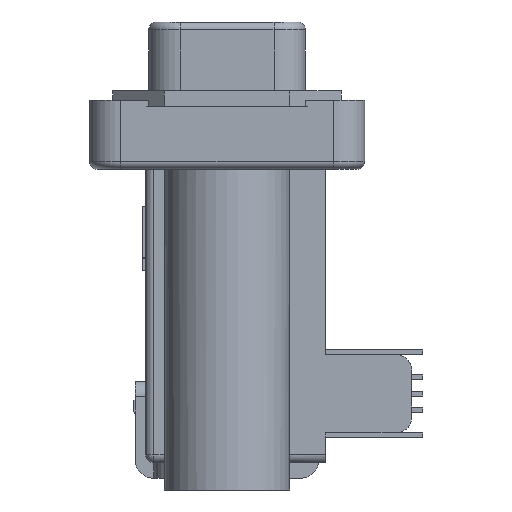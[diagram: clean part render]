
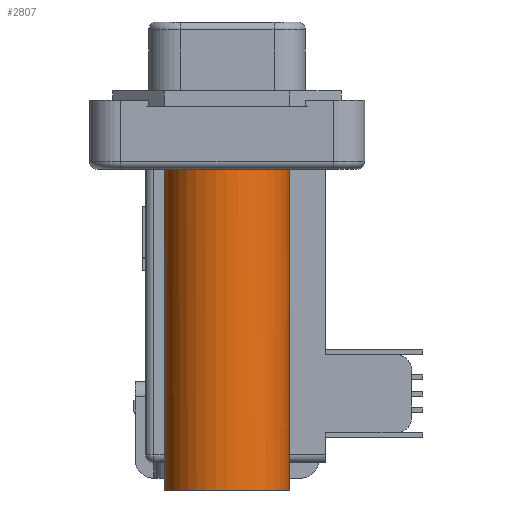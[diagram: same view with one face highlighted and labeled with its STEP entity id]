
A CAD part, left-side view. The second image highlights one B-rep face of the part: STEP entity #2807.
In plain terms, the highlighted cylindrical face has radius 2 mm (diameter 4 mm), a partial arc.
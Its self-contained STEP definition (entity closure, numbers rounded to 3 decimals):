
#67 = CARTESIAN_POINT ( 'NONE',  ( -9.25, 0., -12.25 ) ) ;
#142 = DIRECTION ( 'NONE',  ( -1., 0., 0. ) ) ;
#1926 = CIRCLE ( 'NONE', #24193, 2. ) ;
#2807 = ADVANCED_FACE ( 'NONE', ( #16369 ), #9452, .T. ) ;
#2809 = VERTEX_POINT ( 'NONE', #9537 ) ;
#2822 = DIRECTION ( 'NONE',  ( 0., 0., 1. ) ) ;
#2963 = CIRCLE ( 'NONE', #21253, 2. ) ;
#3172 = VERTEX_POINT ( 'NONE', #28409 ) ;
#4126 = LINE ( 'NONE', #10147, #16006 ) ;
#6729 = LINE ( 'NONE', #14294, #18469 ) ;
#9327 = DIRECTION ( 'NONE',  ( 0., 0., 1. ) ) ;
#9452 = CYLINDRICAL_SURFACE ( 'NONE', #30245, 2. ) ;
#9537 = CARTESIAN_POINT ( 'NONE',  ( -9., -1.984, -11.375 ) ) ;
#9683 = DIRECTION ( 'NONE',  ( 0., 0., 1. ) ) ;
#9823 = CARTESIAN_POINT ( 'NONE',  ( -9.25, 2., -31.107 ) ) ;
#9929 = EDGE_CURVE ( 'NONE', #10683, #19973, #16056, .T. ) ;
#9940 = DIRECTION ( 'NONE',  ( -1., 0., 0. ) ) ;
#10147 = CARTESIAN_POINT ( 'NONE',  ( -9., -1.984, -12.25 ) ) ;
#10681 = DIRECTION ( 'NONE',  ( -1., 0., 0. ) ) ;
#10683 = VERTEX_POINT ( 'NONE', #13955 ) ;
#10702 = DIRECTION ( 'NONE',  ( 0., 0., -1. ) ) ;
#10746 = CARTESIAN_POINT ( 'NONE',  ( -9.25, 0., -2. ) ) ;
#12891 = VERTEX_POINT ( 'NONE', #23445 ) ;
#13955 = CARTESIAN_POINT ( 'NONE',  ( -9., 1.984, -12.25 ) ) ;
#13960 = EDGE_CURVE ( 'NONE', #20674, #28359, #2963, .T. ) ;
#14251 = CARTESIAN_POINT ( 'NONE',  ( -9., 1.984, -11.375 ) ) ;
#14273 = CARTESIAN_POINT ( 'NONE',  ( -9.066, 1.993, -11.375 ) ) ;
#14294 = CARTESIAN_POINT ( 'NONE',  ( -9.25, -2., -31.107 ) ) ;
#14303 = CARTESIAN_POINT ( 'NONE',  ( -9.13, 1.997, -11.348 ) ) ;
#14347 = CARTESIAN_POINT ( 'NONE',  ( -9.223, 2., -11.256 ) ) ;
#14379 = B_SPLINE_CURVE_WITH_KNOTS ( 'NONE', 3,
 ( #26693, #26636, #26236, #26203, #26143, #26108 ),
 .UNSPECIFIED., .F., .F.,
 ( 4, 2, 4 ),
 ( 0., 0., 0. ),
 .UNSPECIFIED. ) ;
#14411 = CARTESIAN_POINT ( 'NONE',  ( -9.25, 2., -11.125 ) ) ;
#14443 = CARTESIAN_POINT ( 'NONE',  ( -9.25, 2., -11.191 ) ) ;
#15191 = EDGE_CURVE ( 'NONE', #12891, #28359, #25612, .T. ) ;
#16006 = VECTOR ( 'NONE', #2822, 1000. ) ;
#16056 = LINE ( 'NONE', #29418, #27550 ) ;
#16369 = FACE_OUTER_BOUND ( 'NONE', #26149, .T. ) ;
#16604 = DIRECTION ( 'NONE',  ( 0., 0., -1. ) ) ;
#17225 = EDGE_CURVE ( 'NONE', #2809, #3172, #14379, .T. ) ;
#18469 = VECTOR ( 'NONE', #16604, 1000. ) ;
#18890 = DIRECTION ( 'NONE',  ( 0., 0., -1. ) ) ;
#19204 = EDGE_CURVE ( 'NONE', #27599, #10683, #1926, .T. ) ;
#19715 = CARTESIAN_POINT ( 'NONE',  ( -9.25, 2., -2. ) ) ;
#19973 = VERTEX_POINT ( 'NONE', #28967 ) ;
#20674 = VERTEX_POINT ( 'NONE', #21176 ) ;
#21167 = EDGE_CURVE ( 'NONE', #12891, #19973, #21386, .T. ) ;
#21176 = CARTESIAN_POINT ( 'NONE',  ( -9.25, -2., -2. ) ) ;
#21253 = AXIS2_PLACEMENT_3D ( 'NONE', #10746, #10702, #10681 ) ;
#21386 = B_SPLINE_CURVE_WITH_KNOTS ( 'NONE', 3,
 ( #14411, #14443, #14347, #14303, #14273, #14251 ),
 .UNSPECIFIED., .F., .F.,
 ( 4, 2, 4 ),
 ( 0., 0., 0. ),
 .UNSPECIFIED. ) ;
#22387 = ORIENTED_EDGE ( 'NONE', *, *, #15191, .F. ) ;
#22587 = ORIENTED_EDGE ( 'NONE', *, *, #21167, .T. ) ;
#22614 = ORIENTED_EDGE ( 'NONE', *, *, #9929, .F. ) ;
#22908 = ORIENTED_EDGE ( 'NONE', *, *, #19204, .F. ) ;
#22960 = ORIENTED_EDGE ( 'NONE', *, *, #23151, .T. ) ;
#23151 = EDGE_CURVE ( 'NONE', #27599, #2809, #4126, .T. ) ;
#23423 = ORIENTED_EDGE ( 'NONE', *, *, #17225, .T. ) ;
#23445 = CARTESIAN_POINT ( 'NONE',  ( -9.25, 2., -11.125 ) ) ;
#23688 = ORIENTED_EDGE ( 'NONE', *, *, #25053, .F. ) ;
#23716 = ORIENTED_EDGE ( 'NONE', *, *, #13960, .T. ) ;
#24193 = AXIS2_PLACEMENT_3D ( 'NONE', #67, #18890, #142 ) ;
#24968 = CARTESIAN_POINT ( 'NONE',  ( -9., -1.984, -12.25 ) ) ;
#25053 = EDGE_CURVE ( 'NONE', #20674, #3172, #6729, .T. ) ;
#25612 = LINE ( 'NONE', #9823, #30218 ) ;
#26063 = CARTESIAN_POINT ( 'NONE',  ( -9.25, 0., -31.107 ) ) ;
#26108 = CARTESIAN_POINT ( 'NONE',  ( -9.25, -2., -11.125 ) ) ;
#26143 = CARTESIAN_POINT ( 'NONE',  ( -9.25, -2., -11.191 ) ) ;
#26149 = EDGE_LOOP ( 'NONE', ( #22387, #22587, #22614, #22908, #22960, #23423, #23688, #23716 ) ) ;
#26203 = CARTESIAN_POINT ( 'NONE',  ( -9.223, -2., -11.256 ) ) ;
#26236 = CARTESIAN_POINT ( 'NONE',  ( -9.13, -1.997, -11.348 ) ) ;
#26636 = CARTESIAN_POINT ( 'NONE',  ( -9.066, -1.993, -11.375 ) ) ;
#26693 = CARTESIAN_POINT ( 'NONE',  ( -9., -1.984, -11.375 ) ) ;
#27550 = VECTOR ( 'NONE', #29327, 1000. ) ;
#27599 = VERTEX_POINT ( 'NONE', #24968 ) ;
#28359 = VERTEX_POINT ( 'NONE', #19715 ) ;
#28409 = CARTESIAN_POINT ( 'NONE',  ( -9.25, -2., -11.125 ) ) ;
#28967 = CARTESIAN_POINT ( 'NONE',  ( -9., 1.984, -11.375 ) ) ;
#29327 = DIRECTION ( 'NONE',  ( 0., 0., 1. ) ) ;
#29418 = CARTESIAN_POINT ( 'NONE',  ( -9., 1.984, -12.25 ) ) ;
#30218 = VECTOR ( 'NONE', #9327, 1000. ) ;
#30245 = AXIS2_PLACEMENT_3D ( 'NONE', #26063, #9683, #9940 ) ;
